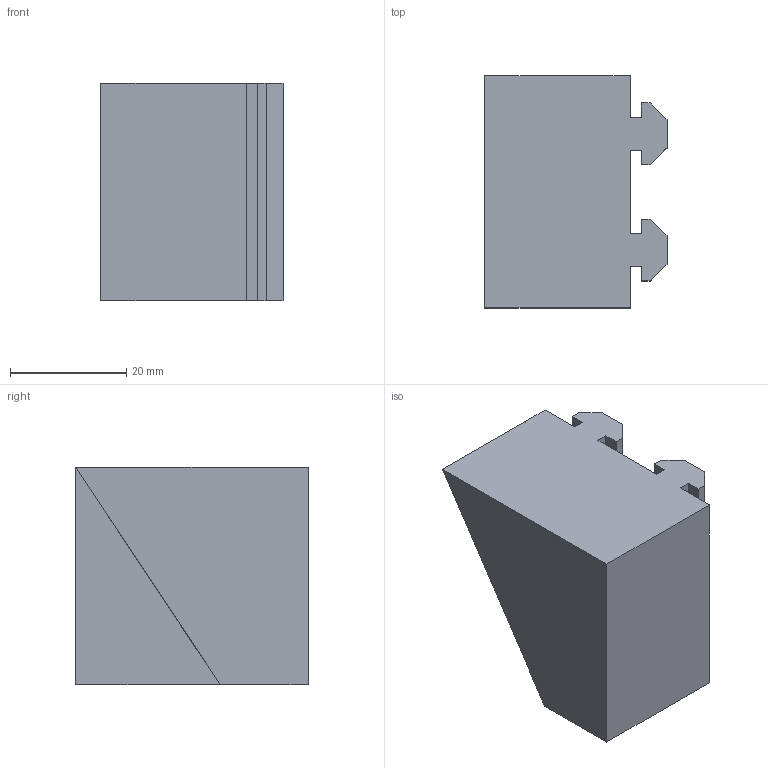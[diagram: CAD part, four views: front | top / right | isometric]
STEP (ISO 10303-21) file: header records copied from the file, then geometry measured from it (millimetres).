
FILE_DESCRIPTION (( 'STEP AP214' ), '1' );
FILE_NAME ('bracket-non-topology.STEP', '2021-06-02T22:51:16', ( '' ), ( '' ), 'SwSTEP 2.0', 'SolidWorks 2020', '' );
FILE_SCHEMA (( 'AUTOMOTIVE_DESIGN' ));
Length unit declared in the file: millimetre
Products named in the file (1): bracket-non-topology
Bounding box: 31.35 x 40 x 37.5 mm (x, y, z)
Volume: 31178.8 mm3; surface area: 8357.4 mm2
Topology: 1 solids, 1 shells, 37 faces, 100 edges, 63 vertices
Faces by surface type: plane 29, cylinder 4, cone 4
Entity records: 1148 total; most frequent: CARTESIAN_POINT 197, ORIENTED_EDGE 192, DIRECTION 180, EDGE_CURVE 96, LINE 88, VECTOR 88, VERTEX_POINT 63, AXIS2_PLACEMENT_3D 46
